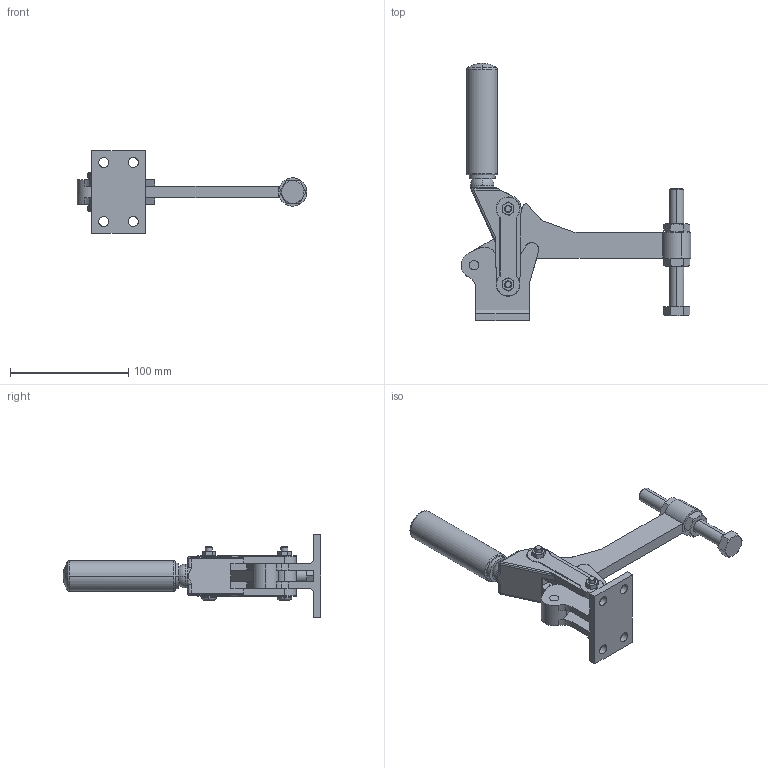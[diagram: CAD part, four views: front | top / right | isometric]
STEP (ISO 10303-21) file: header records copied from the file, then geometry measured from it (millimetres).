
FILE_DESCRIPTION(('CATIA V5 STEP Exchange'),'2;1');
FILE_NAME('MODULSPANNER_TS_V_HD_800_SB_L125_357827.stp','2018-10-23T08:30:15+00:00',('none'),('none'),'CATIA Version 5 Release 19 SP 9 (IN-10)','CATIA V5 STEP AP214','none');
FILE_SCHEMA(('AUTOMOTIVE_DESIGN { 1 0 10303 214 1 1 1 1 }'));
Length unit declared in the file: millimetre
Products named in the file (1): MODULSPANNER_TS_V_HD_800_SB_L125_357827
Bounding box: 194.6 x 217.93 x 70 mm (x, y, z)
Volume: 225688.7 mm3; surface area: 57773.1 mm2
Topology: 2 solids, 3 shells, 309 faces, 846 edges, 544 vertices
Faces by surface type: cylinder 111, plane 109, cone 56, torus 20, sphere 10, bspline 3
Entity records: 10907 total; most frequent: CARTESIAN_POINT 3496, ORIENTED_EDGE 1684, DIRECTION 1207, EDGE_CURVE 842, AXIS2_PLACEMENT_3D 573, VERTEX_POINT 544, VECTOR 350, LINE 350
